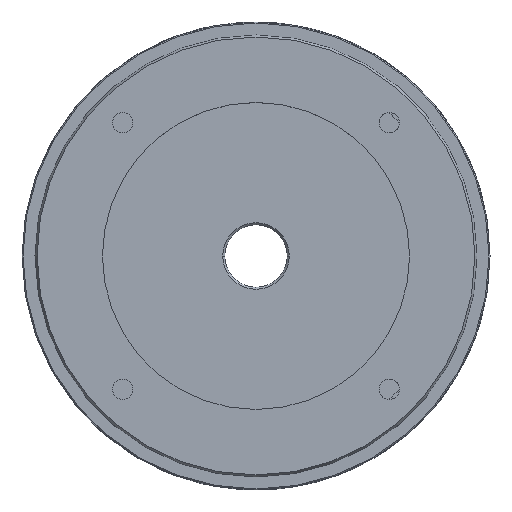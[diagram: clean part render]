
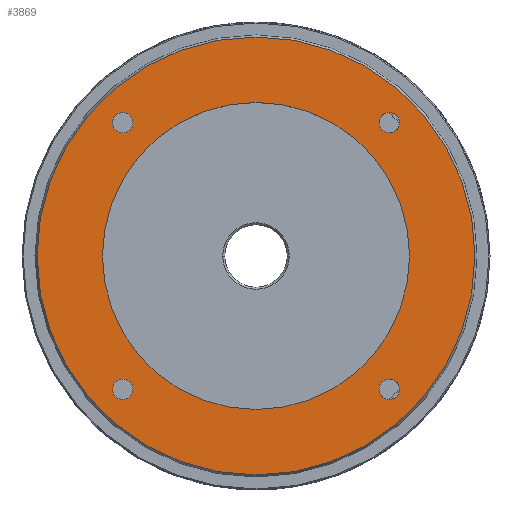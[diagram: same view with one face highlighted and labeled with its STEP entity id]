
A CAD part, top view. The second image highlights one B-rep face of the part: STEP entity #3869.
In plain terms, the highlighted planar face has unit normal (0, 0, 1).
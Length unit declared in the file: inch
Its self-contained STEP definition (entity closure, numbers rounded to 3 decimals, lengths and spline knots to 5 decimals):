
#197 = AXIS2_PLACEMENT_3D ( 'NONE', #8443, #1774, #6560 ) ;
#986 = ORIENTED_EDGE ( 'NONE', *, *, #8891, .T. ) ;
#990 = DIRECTION ( 'NONE',  ( 0., 0., -1. ) ) ;
#1228 = CARTESIAN_POINT ( 'NONE',  ( -2.76011, 2.56326, 1.5374 ) ) ;
#1310 = DIRECTION ( 'NONE',  ( 0., 0., -1. ) ) ;
#1392 = AXIS2_PLACEMENT_3D ( 'NONE', #12928, #6773, #5186 ) ;
#1774 = DIRECTION ( 'NONE',  ( 0., 0., -1. ) ) ;
#1912 = DIRECTION ( 'NONE',  ( 0., 0., -1. ) ) ;
#1919 = VERTEX_POINT ( 'NONE', #12821 ) ;
#1959 = ORIENTED_EDGE ( 'NONE', *, *, #19192, .T. ) ;
#2089 = EDGE_LOOP ( 'NONE', ( #7726, #14726 ) ) ;
#2497 = DIRECTION ( 'NONE',  ( 1., 0., 0. ) ) ;
#2534 = ORIENTED_EDGE ( 'NONE', *, *, #9590, .T. ) ;
#2547 = DIRECTION ( 'NONE',  ( 0., 0., 1. ) ) ;
#2783 = CARTESIAN_POINT ( 'NONE',  ( 2.56326, 2.56326, 1.5374 ) ) ;
#2835 = CARTESIAN_POINT ( 'NONE',  ( 2.56326, 2.56326, 1.5374 ) ) ;
#2955 = DIRECTION ( 'NONE',  ( 1., 0., 0. ) ) ;
#3035 = CARTESIAN_POINT ( 'NONE',  ( 2.56326, -2.56326, 1.5374 ) ) ;
#3869 = ADVANCED_FACE ( 'NONE', ( #19751, #15497, #16480, #18247, #14756, #11269 ), #5730, .T. ) ;
#4152 = AXIS2_PLACEMENT_3D ( 'NONE', #18448, #990, #2497 ) ;
#4384 = ORIENTED_EDGE ( 'NONE', *, *, #4719, .T. ) ;
#4406 = CIRCLE ( 'NONE', #20099, 0.19685 ) ;
#4522 = DIRECTION ( 'NONE',  ( 0., 0., -1. ) ) ;
#4566 = EDGE_LOOP ( 'NONE', ( #9803, #15300 ) ) ;
#4597 = EDGE_CURVE ( 'NONE', #17208, #18351, #7472, .T. ) ;
#4604 = VERTEX_POINT ( 'NONE', #13897 ) ;
#4719 = EDGE_CURVE ( 'NONE', #4604, #8109, #8486, .T. ) ;
#4726 = CARTESIAN_POINT ( 'NONE',  ( -2.36641, 2.56326, 1.5374 ) ) ;
#5186 = DIRECTION ( 'NONE',  ( 1., 0., 0. ) ) ;
#5392 = DIRECTION ( 'NONE',  ( -1., 0., 0. ) ) ;
#5730 = PLANE ( 'NONE',  #15031 ) ;
#5870 = EDGE_CURVE ( 'NONE', #1919, #8766, #18946, .T. ) ;
#6061 = CIRCLE ( 'NONE', #13260, 4.21063 ) ;
#6466 = DIRECTION ( 'NONE',  ( -1., 0., 0. ) ) ;
#6560 = DIRECTION ( 'NONE',  ( -1., 0., 0. ) ) ;
#6773 = DIRECTION ( 'NONE',  ( 0., 0., -1. ) ) ;
#6939 = VERTEX_POINT ( 'NONE', #13239 ) ;
#7333 = CARTESIAN_POINT ( 'NONE',  ( 0., 0., 1.5374 ) ) ;
#7472 = CIRCLE ( 'NONE', #9167, 0.19685 ) ;
#7497 = VERTEX_POINT ( 'NONE', #9861 ) ;
#7621 = DIRECTION ( 'NONE',  ( 0., 0., -1. ) ) ;
#7675 = DIRECTION ( 'NONE',  ( 0., 0., -1. ) ) ;
#7726 = ORIENTED_EDGE ( 'NONE', *, *, #9973, .T. ) ;
#8073 = VERTEX_POINT ( 'NONE', #12742 ) ;
#8109 = VERTEX_POINT ( 'NONE', #14540 ) ;
#8310 = DIRECTION ( 'NONE',  ( -1., 0., 0. ) ) ;
#8443 = CARTESIAN_POINT ( 'NONE',  ( 0., 0., 1.5374 ) ) ;
#8486 = CIRCLE ( 'NONE', #14646, 2.95276 ) ;
#8583 = CIRCLE ( 'NONE', #19598, 0.19685 ) ;
#8766 = VERTEX_POINT ( 'NONE', #15993 ) ;
#8796 = CARTESIAN_POINT ( 'NONE',  ( -2.76011, -2.56326, 1.5374 ) ) ;
#8891 = EDGE_CURVE ( 'NONE', #6939, #7497, #9373, .T. ) ;
#8942 = CIRCLE ( 'NONE', #4152, 0.19685 ) ;
#9167 = AXIS2_PLACEMENT_3D ( 'NONE', #2835, #1310, #20123 ) ;
#9216 = DIRECTION ( 'NONE',  ( 1., 0., 0. ) ) ;
#9280 = DIRECTION ( 'NONE',  ( 1., 0., 0. ) ) ;
#9373 = CIRCLE ( 'NONE', #17391, 4.21063 ) ;
#9590 = EDGE_CURVE ( 'NONE', #8073, #12920, #4406, .T. ) ;
#9626 = CARTESIAN_POINT ( 'NONE',  ( 2.76011, 2.56326, 1.5374 ) ) ;
#9745 = CARTESIAN_POINT ( 'NONE',  ( 0., 0., 1.5374 ) ) ;
#9803 = ORIENTED_EDGE ( 'NONE', *, *, #17904, .T. ) ;
#9861 = CARTESIAN_POINT ( 'NONE',  ( 4.21063, 0., 1.5374 ) ) ;
#9973 = EDGE_CURVE ( 'NONE', #18351, #17208, #11372, .T. ) ;
#10086 = CARTESIAN_POINT ( 'NONE',  ( 2.36641, 2.56326, 1.5374 ) ) ;
#10285 = CARTESIAN_POINT ( 'NONE',  ( 0., 0., 1.5374 ) ) ;
#10455 = VERTEX_POINT ( 'NONE', #4726 ) ;
#10909 = CARTESIAN_POINT ( 'NONE',  ( 2.56326, -2.56326, 1.5374 ) ) ;
#11269 = FACE_OUTER_BOUND ( 'NONE', #18505, .T. ) ;
#11372 = CIRCLE ( 'NONE', #14454, 0.19685 ) ;
#12124 = VERTEX_POINT ( 'NONE', #1228 ) ;
#12650 = DIRECTION ( 'NONE',  ( 0., 0., -1. ) ) ;
#12742 = CARTESIAN_POINT ( 'NONE',  ( -2.36641, -2.56326, 1.5374 ) ) ;
#12821 = CARTESIAN_POINT ( 'NONE',  ( 2.76011, -2.56326, 1.5374 ) ) ;
#12920 = VERTEX_POINT ( 'NONE', #8796 ) ;
#12925 = AXIS2_PLACEMENT_3D ( 'NONE', #3035, #7621, #14170 ) ;
#12928 = CARTESIAN_POINT ( 'NONE',  ( -2.56326, 2.56326, 1.5374 ) ) ;
#13088 = EDGE_CURVE ( 'NONE', #12920, #8073, #8583, .T. ) ;
#13115 = AXIS2_PLACEMENT_3D ( 'NONE', #10909, #7675, #9216 ) ;
#13127 = EDGE_LOOP ( 'NONE', ( #2534, #16297 ) ) ;
#13239 = CARTESIAN_POINT ( 'NONE',  ( -4.21063, 0., 1.5374 ) ) ;
#13260 = AXIS2_PLACEMENT_3D ( 'NONE', #9745, #14267, #6466 ) ;
#13897 = CARTESIAN_POINT ( 'NONE',  ( 2.95276, 0., 1.5374 ) ) ;
#14170 = DIRECTION ( 'NONE',  ( 1., 0., 0. ) ) ;
#14267 = DIRECTION ( 'NONE',  ( 0., 0., 1. ) ) ;
#14454 = AXIS2_PLACEMENT_3D ( 'NONE', #2783, #4522, #15583 ) ;
#14540 = CARTESIAN_POINT ( 'NONE',  ( -2.95276, 0., 1.5374 ) ) ;
#14646 = AXIS2_PLACEMENT_3D ( 'NONE', #16174, #1912, #8310 ) ;
#14726 = ORIENTED_EDGE ( 'NONE', *, *, #4597, .T. ) ;
#14756 = FACE_BOUND ( 'NONE', #19465, .T. ) ;
#15031 = AXIS2_PLACEMENT_3D ( 'NONE', #7333, #2547, #9280 ) ;
#15149 = DIRECTION ( 'NONE',  ( 0., 0., 1. ) ) ;
#15300 = ORIENTED_EDGE ( 'NONE', *, *, #16035, .T. ) ;
#15309 = CIRCLE ( 'NONE', #1392, 0.19685 ) ;
#15497 = FACE_BOUND ( 'NONE', #2089, .T. ) ;
#15583 = DIRECTION ( 'NONE',  ( 1., 0., 0. ) ) ;
#15993 = CARTESIAN_POINT ( 'NONE',  ( 2.36641, -2.56326, 1.5374 ) ) ;
#16027 = CIRCLE ( 'NONE', #13115, 0.19685 ) ;
#16035 = EDGE_CURVE ( 'NONE', #12124, #10455, #8942, .T. ) ;
#16055 = CIRCLE ( 'NONE', #197, 2.95276 ) ;
#16174 = CARTESIAN_POINT ( 'NONE',  ( 0., 0., 1.5374 ) ) ;
#16297 = ORIENTED_EDGE ( 'NONE', *, *, #13088, .T. ) ;
#16480 = FACE_BOUND ( 'NONE', #4566, .T. ) ;
#17208 = VERTEX_POINT ( 'NONE', #10086 ) ;
#17384 = ORIENTED_EDGE ( 'NONE', *, *, #20169, .T. ) ;
#17391 = AXIS2_PLACEMENT_3D ( 'NONE', #10285, #15149, #5392 ) ;
#17904 = EDGE_CURVE ( 'NONE', #10455, #12124, #15309, .T. ) ;
#18247 = FACE_BOUND ( 'NONE', #13127, .T. ) ;
#18325 = ORIENTED_EDGE ( 'NONE', *, *, #5870, .T. ) ;
#18351 = VERTEX_POINT ( 'NONE', #9626 ) ;
#18448 = CARTESIAN_POINT ( 'NONE',  ( -2.56326, 2.56326, 1.5374 ) ) ;
#18477 = EDGE_LOOP ( 'NONE', ( #18325, #1959 ) ) ;
#18505 = EDGE_LOOP ( 'NONE', ( #986, #17384 ) ) ;
#18841 = CARTESIAN_POINT ( 'NONE',  ( -2.56326, -2.56326, 1.5374 ) ) ;
#18946 = CIRCLE ( 'NONE', #12925, 0.19685 ) ;
#18953 = DIRECTION ( 'NONE',  ( 0., 0., -1. ) ) ;
#19023 = CARTESIAN_POINT ( 'NONE',  ( -2.56326, -2.56326, 1.5374 ) ) ;
#19192 = EDGE_CURVE ( 'NONE', #8766, #1919, #16027, .T. ) ;
#19388 = EDGE_CURVE ( 'NONE', #8109, #4604, #16055, .T. ) ;
#19465 = EDGE_LOOP ( 'NONE', ( #20076, #4384 ) ) ;
#19598 = AXIS2_PLACEMENT_3D ( 'NONE', #18841, #12650, #2955 ) ;
#19751 = FACE_BOUND ( 'NONE', #18477, .T. ) ;
#20076 = ORIENTED_EDGE ( 'NONE', *, *, #19388, .T. ) ;
#20099 = AXIS2_PLACEMENT_3D ( 'NONE', #19023, #18953, #20641 ) ;
#20123 = DIRECTION ( 'NONE',  ( 1., 0., 0. ) ) ;
#20169 = EDGE_CURVE ( 'NONE', #7497, #6939, #6061, .T. ) ;
#20641 = DIRECTION ( 'NONE',  ( 1., 0., 0. ) ) ;
